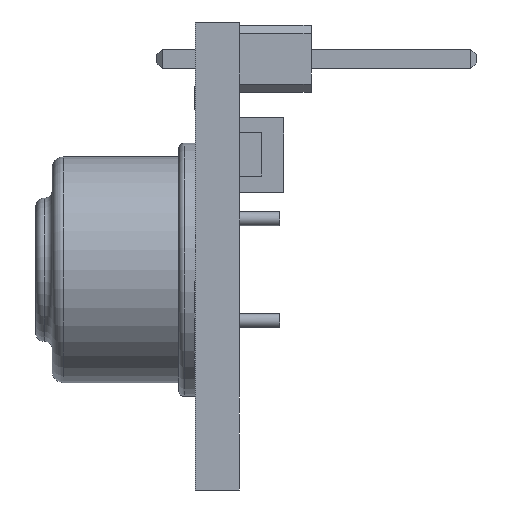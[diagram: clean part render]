
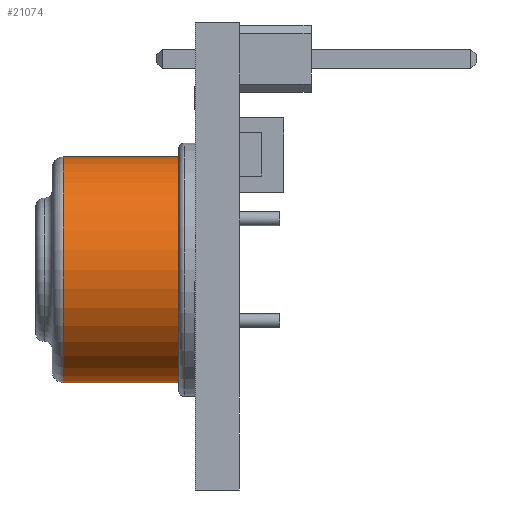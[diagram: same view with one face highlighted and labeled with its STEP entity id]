
A CAD part, left-side view. The second image highlights one B-rep face of the part: STEP entity #21074.
In plain terms, the highlighted cylindrical face has radius 4.1 mm (diameter 8.2 mm), a partial arc.
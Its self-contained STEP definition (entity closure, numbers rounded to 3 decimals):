
#469 = CARTESIAN_POINT ( 'NONE',  ( 0., -1.333, 0. ) ) ;
#1295 = DIRECTION ( 'NONE',  ( 0., 0., -1. ) ) ;
#1402 = LINE ( 'NONE', #5749, #5032 ) ;
#1463 = AXIS2_PLACEMENT_3D ( 'NONE', #12948, #6800, #6583 ) ;
#1791 = VERTEX_POINT ( 'NONE', #2687 ) ;
#2687 = CARTESIAN_POINT ( 'NONE',  ( 0., -1.333, 4.1 ) ) ;
#3649 = DIRECTION ( 'NONE',  ( 0., -1., 0. ) ) ;
#4751 = CIRCLE ( 'NONE', #18955, 4.1 ) ;
#5032 = VECTOR ( 'NONE', #19462, 1000. ) ;
#5749 = CARTESIAN_POINT ( 'NONE',  ( 0., 0., -4.1 ) ) ;
#6583 = DIRECTION ( 'NONE',  ( 0., 0., -1. ) ) ;
#6800 = DIRECTION ( 'NONE',  ( 0., -1., 0. ) ) ;
#6893 = DIRECTION ( 'NONE',  ( 0., 0., -1. ) ) ;
#8657 = CARTESIAN_POINT ( 'NONE',  ( 0., -1.333, -4.1 ) ) ;
#9161 = ORIENTED_EDGE ( 'NONE', *, *, #21037, .T. ) ;
#9741 = DIRECTION ( 'NONE',  ( 0., -1., 0. ) ) ;
#10520 = EDGE_CURVE ( 'NONE', #16984, #1791, #20700, .T. ) ;
#11116 = VERTEX_POINT ( 'NONE', #17811 ) ;
#11196 = CARTESIAN_POINT ( 'NONE',  ( 0., 2.867, 0. ) ) ;
#11272 = ORIENTED_EDGE ( 'NONE', *, *, #10520, .F. ) ;
#11510 = CIRCLE ( 'NONE', #15574, 4.1 ) ;
#12948 = CARTESIAN_POINT ( 'NONE',  ( 0., 0., 0. ) ) ;
#13749 = VERTEX_POINT ( 'NONE', #8657 ) ;
#14862 = ORIENTED_EDGE ( 'NONE', *, *, #17911, .F. ) ;
#15189 = DIRECTION ( 'NONE',  ( 0., -1., 0. ) ) ;
#15346 = CARTESIAN_POINT ( 'NONE',  ( 0., 0., 4.1 ) ) ;
#15539 = VECTOR ( 'NONE', #3649, 1000. ) ;
#15574 = AXIS2_PLACEMENT_3D ( 'NONE', #11196, #9741, #1295 ) ;
#16984 = VERTEX_POINT ( 'NONE', #20516 ) ;
#17325 = ORIENTED_EDGE ( 'NONE', *, *, #17619, .T. ) ;
#17619 = EDGE_CURVE ( 'NONE', #11116, #13749, #1402, .T. ) ;
#17696 = FACE_OUTER_BOUND ( 'NONE', #17963, .T. ) ;
#17811 = CARTESIAN_POINT ( 'NONE',  ( 0., 2.867, -4.1 ) ) ;
#17911 = EDGE_CURVE ( 'NONE', #1791, #13749, #4751, .T. ) ;
#17963 = EDGE_LOOP ( 'NONE', ( #11272, #9161, #17325, #14862 ) ) ;
#18212 = CYLINDRICAL_SURFACE ( 'NONE', #1463, 4.1 ) ;
#18955 = AXIS2_PLACEMENT_3D ( 'NONE', #469, #15189, #6893 ) ;
#19462 = DIRECTION ( 'NONE',  ( 0., -1., 0. ) ) ;
#20516 = CARTESIAN_POINT ( 'NONE',  ( 0., 2.867, 4.1 ) ) ;
#20700 = LINE ( 'NONE', #15346, #15539 ) ;
#21037 = EDGE_CURVE ( 'NONE', #16984, #11116, #11510, .T. ) ;
#21074 = ADVANCED_FACE ( 'NONE', ( #17696 ), #18212, .T. ) ;
